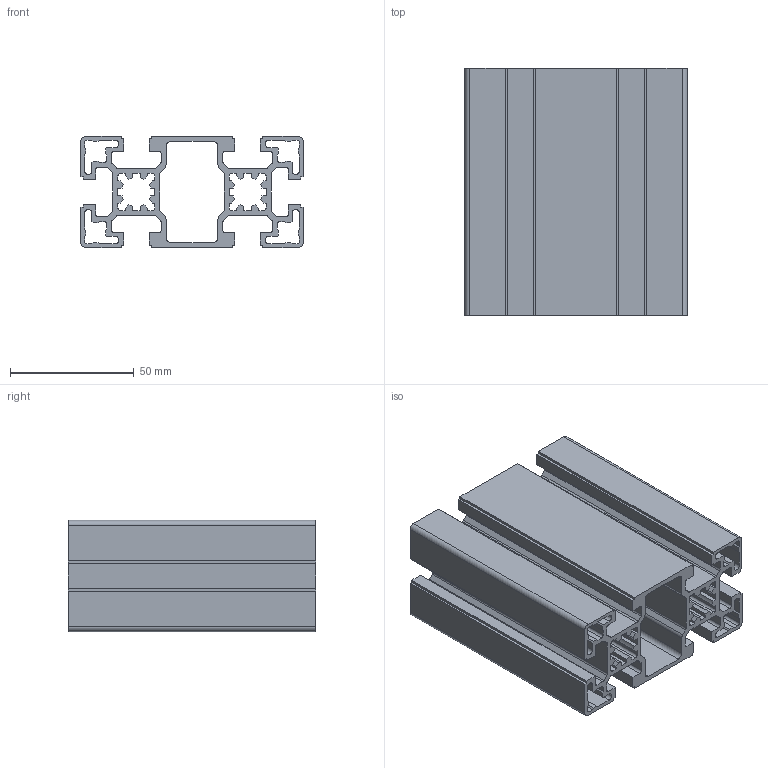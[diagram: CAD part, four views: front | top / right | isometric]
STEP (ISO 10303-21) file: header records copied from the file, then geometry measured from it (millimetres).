
FILE_DESCRIPTION(/* description */ (''),/* implementation_level */ '2;1');
FILE_NAME(/* name */ 'AST04509006.step',/* time_stamp */ '2024-04-29T16:12:30+01:00',/* author */ ('project'),/* organization */ (''),/* preprocessor_version */ 'ST-DEVELOPER v19',/* originating_system */ 'Autodesk Inventor 2023',/* authorisation */ '');
FILE_SCHEMA (('AUTOMOTIVE_DESIGN { 1 0 10303 214 3 1 1 }'));
Length unit declared in the file: metre
Products named in the file (1): AST04509006
Bounding box: 90 x 100 x 45 mm (x, y, z)
Volume: 113926.8 mm3; surface area: 104974.2 mm2
Topology: 1 solids, 1 shells, 346 faces, 1032 edges, 688 vertices
Faces by surface type: plane 254, cylinder 92
Entity records: 11640 total; most frequent: CARTESIAN_POINT 2067, ORIENTED_EDGE 2064, DIRECTION 1910, EDGE_CURVE 1032, LINE 848, VECTOR 848, VERTEX_POINT 688, AXIS2_PLACEMENT_3D 531
